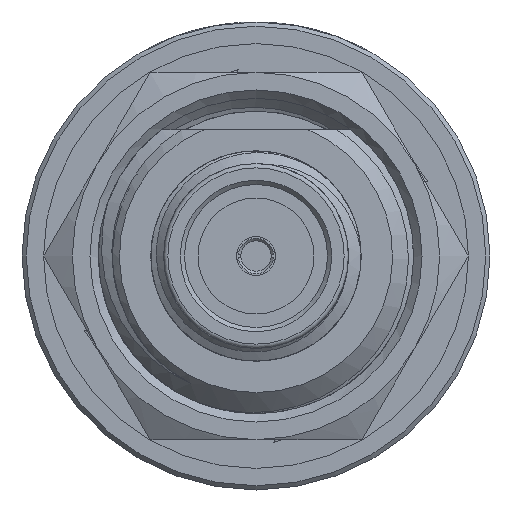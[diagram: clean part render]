
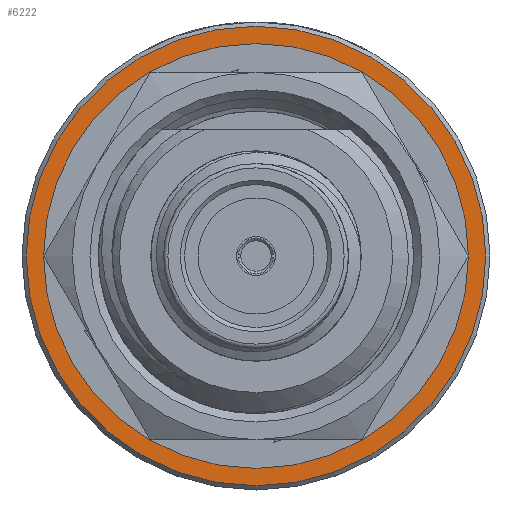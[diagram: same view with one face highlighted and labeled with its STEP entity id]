
A CAD part, left-side view. The second image highlights one B-rep face of the part: STEP entity #6222.
In plain terms, the highlighted planar face has unit normal (-1, 0, 0).
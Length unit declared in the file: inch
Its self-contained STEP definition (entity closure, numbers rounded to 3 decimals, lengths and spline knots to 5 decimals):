
#293 = CARTESIAN_POINT ( 'NONE',  ( 0.575, 0.23232, 0. ) ) ;
#1750 = AXIS2_PLACEMENT_3D ( 'NONE', #6808, #17599, #15490 ) ;
#2222 = DIRECTION ( 'NONE',  ( -1., 0., 0. ) ) ;
#2714 = DIRECTION ( 'NONE',  ( 1., 0., 0. ) ) ;
#5870 = EDGE_CURVE ( 'NONE', #20191, #20191, #13446, .T. ) ;
#6057 = CIRCLE ( 'NONE', #22630, 0.23232 ) ;
#6222 = ADVANCED_FACE ( 'NONE', ( #20002, #14447 ), #8463, .T. ) ;
#6741 = VERTEX_POINT ( 'NONE', #293 ) ;
#6808 = CARTESIAN_POINT ( 'NONE',  ( 0.575, 0.23232, 0. ) ) ;
#8086 = ORIENTED_EDGE ( 'NONE', *, *, #5870, .T. ) ;
#8463 = PLANE ( 'NONE',  #1750 ) ;
#9117 = DIRECTION ( 'NONE',  ( 0., 1., 0. ) ) ;
#13446 = CIRCLE ( 'NONE', #25573, 0.27335 ) ;
#14447 = FACE_OUTER_BOUND ( 'NONE', #15517, .T. ) ;
#15072 = DIRECTION ( 'NONE',  ( 0., -1., 0. ) ) ;
#15264 = CARTESIAN_POINT ( 'NONE',  ( 0.575, 0., 0. ) ) ;
#15490 = DIRECTION ( 'NONE',  ( 0., -1., 0. ) ) ;
#15517 = EDGE_LOOP ( 'NONE', ( #8086 ) ) ;
#17599 = DIRECTION ( 'NONE',  ( -1., 0., 0. ) ) ;
#20002 = FACE_BOUND ( 'NONE', #20075, .T. ) ;
#20075 = EDGE_LOOP ( 'NONE', ( #23200 ) ) ;
#20191 = VERTEX_POINT ( 'NONE', #22146 ) ;
#22146 = CARTESIAN_POINT ( 'NONE',  ( 0.575, -0.27335, 0. ) ) ;
#22630 = AXIS2_PLACEMENT_3D ( 'NONE', #26946, #2714, #9117 ) ;
#23200 = ORIENTED_EDGE ( 'NONE', *, *, #28017, .T. ) ;
#25573 = AXIS2_PLACEMENT_3D ( 'NONE', #15264, #2222, #15072 ) ;
#26946 = CARTESIAN_POINT ( 'NONE',  ( 0.575, 0., 0. ) ) ;
#28017 = EDGE_CURVE ( 'NONE', #6741, #6741, #6057, .T. ) ;
